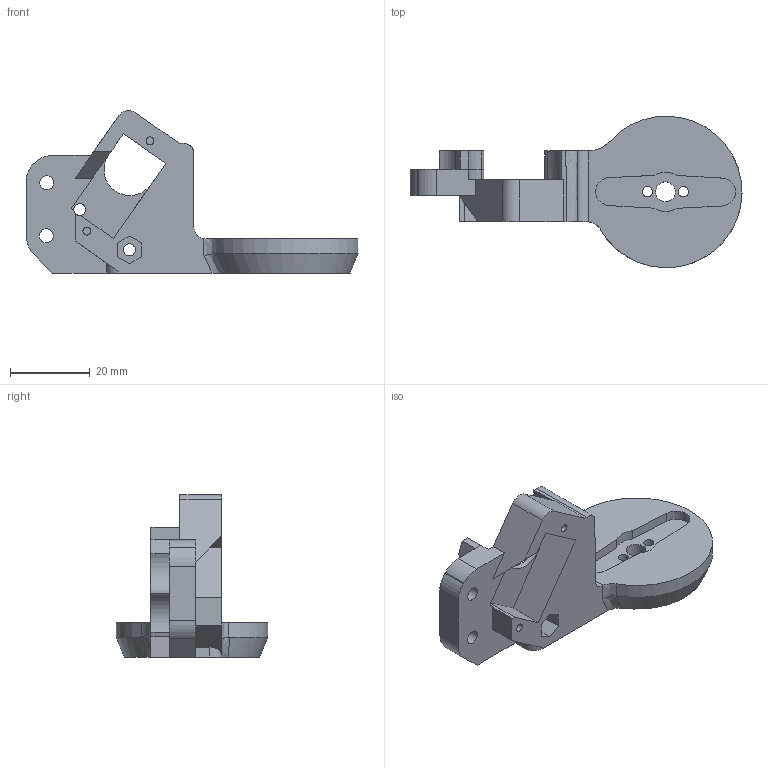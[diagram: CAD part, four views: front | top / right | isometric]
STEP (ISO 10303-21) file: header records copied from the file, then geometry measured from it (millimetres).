
FILE_DESCRIPTION(/* description */ (''),/* implementation_level */ '2;1');
FILE_NAME(/* name */ 'Base de la garra.step',/* time_stamp */ '2024-04-02T11:32:37-05:00',/* author */ (''),/* organization */ (''),/* preprocessor_version */ 'ST-DEVELOPER v20',/* originating_system */ 'Autodesk Translation Framework v12.20.1.177',/* authorisation */ '');
FILE_SCHEMA (('AUTOMOTIVE_DESIGN { 1 0 10303 214 3 1 1 }'));
Length unit declared in the file: millimetre
Products named in the file (1): Base de la garra
Bounding box: 83.23 x 37.99 x 40.75 mm (x, y, z)
Volume: 19908.1 mm3; surface area: 9325.1 mm2
Topology: 1 solids, 1 shells, 97 faces, 277 edges, 184 vertices
Faces by surface type: plane 53, cylinder 35, bspline 6, cone 3
Full cylindrical faces by diameter (mm): 2 x2, 2.6 x2, 3 x3, 3.5 x2, 5 x1
Entity records: 3455 total; most frequent: CARTESIAN_POINT 835, ORIENTED_EDGE 554, DIRECTION 519, EDGE_CURVE 277, VERTEX_POINT 184, AXIS2_PLACEMENT_3D 177, LINE 165, VECTOR 165
